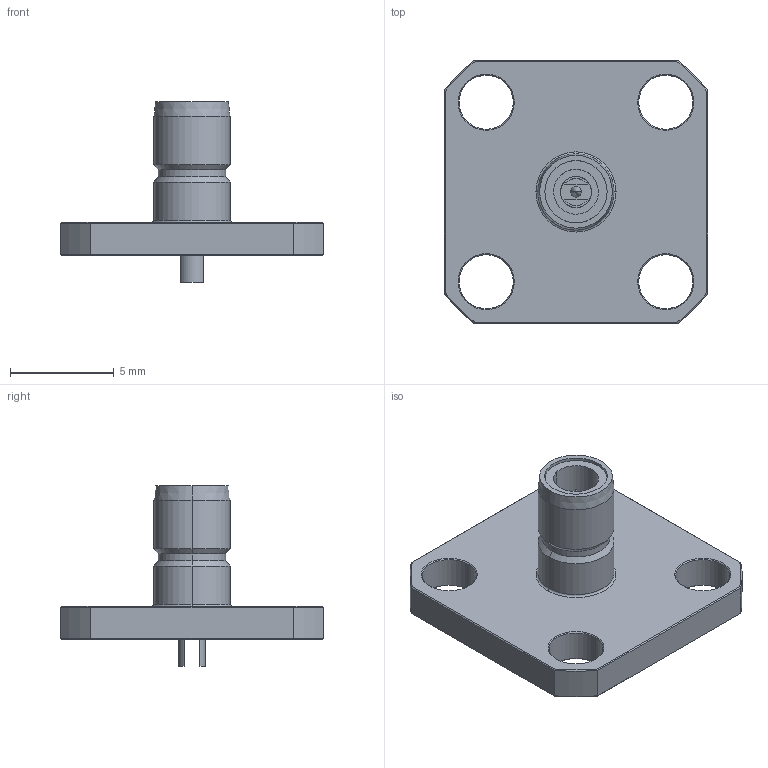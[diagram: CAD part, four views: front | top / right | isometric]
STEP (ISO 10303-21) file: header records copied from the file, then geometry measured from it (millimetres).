
FILE_DESCRIPTION (( 'STEP AP214' ), '1' );
FILE_NAME ('32-371-D3.STEP', '2024-09-06T08:23:10', ( '' ), ( '' ), 'SwSTEP 2.0', 'SolidWorks 2024', '' );
FILE_SCHEMA (( 'AUTOMOTIVE_DESIGN' ));
Length unit declared in the file: millimetre
Products named in the file (1): 32-371-D3
Bounding box: 12.7 x 12.7 x 8.7 mm (x, y, z)
Surface area: 527.5 mm2 (no closed solid volume)
Topology: 0 solids, 5 shells, 88 faces, 198 edges, 118 vertices
Faces by surface type: cone 34, cylinder 30, plane 22, torus 2
Entity records: 2478 total; most frequent: DIRECTION 460, CARTESIAN_POINT 453, ORIENTED_EDGE 378, EDGE_CURVE 198, AXIS2_PLACEMENT_3D 189, VERTEX_POINT 118, EDGE_LOOP 103, CIRCLE 100
